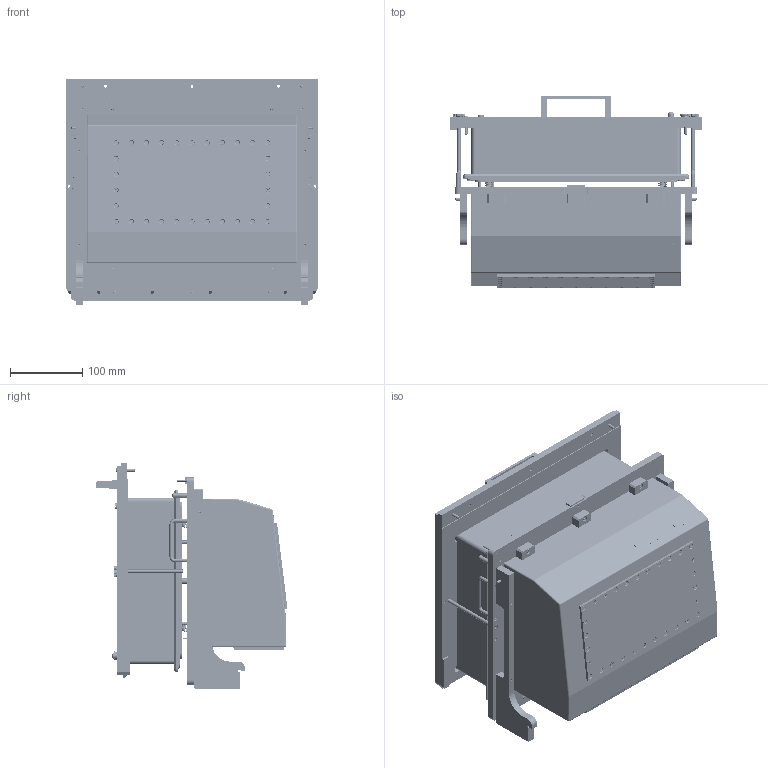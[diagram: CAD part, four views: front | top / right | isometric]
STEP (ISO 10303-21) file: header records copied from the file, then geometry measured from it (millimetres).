
FILE_DESCRIPTION (( 'STEP AP214' ), '1' );
FILE_NAME ('INGUN_154012.STEP', '2025-10-17T08:20:27', ( '' ), ( '' ), 'SwSTEP 2.0', 'SolidWorks 2023', '' );
FILE_SCHEMA (( 'AUTOMOTIVE_DESIGN' ));
Length unit declared in the file: millimetre
Products named in the file (76): ISO7380~n_M03,0x008; 3917~3_M 3 A; Gewindebuchse~n_M05-09,5 offen; DIN7991~n_M03,0x008; 112037~7_S; 112484~3; 115605~0_S; 117010~0_S; 41899~3_flexiebel <S>; 115170~0_S; 112578~1_S; 112376~0_<S> 112376_1075; DIN7991~n_M04,0x010; DIN7979~n_04,0m6x020M3; 117011~0_S; 116921~0_<S> 116921_992_12; DIN6325~n_03,0m6x024; DIN7991~n_M03,0x006; 112169~4_S; INGUN_154012; 116726~1_S; 114982~0_S; 112521~1_S; ISO7380~n_M03,0x005; 112532~1_S; 112517~2; DIN6325~n_04,0m6x016; 53731~0; ISO7380~n_M04,0x010; DIN912~n_M03,0x008; 112517~2_S; 115042~0_S; DIN912~n_M04,0x016; 32903~1_S; 112531~1_S; DIN6325~n_03,0m6x016; Gewindebuchse~n_M05-03,9 offen; 115171~0_S; DIN912~n_M05,0x090; 112374~6 ...
Assembly tree (226 placements, depth 5):
  INGUN_154012
    117011~0_S
      112037~7_S
      112169~4_S
      112484~3
      1607~1
      41369~1_S  x4
      5015~0
      48213~0_S
      ISO7380~n_M03,0x008  x2
      DIN912~n_M04,0x016  x2
      DIN7979~n_04,0m6x020M3  x2
      ISO7380~n_M04,0x016  x4
      ISO7380~n_M04,0x010  x4
      110222~0_S
      ISO7380~n_M04,0x008
      ISO7380~n_M03,0x005
      115170~0_S
        114982~0_S
        115042~0_S
          107905~0_S
      115171~0_S
        114982~0_S
        115042~0_S
          107905~0_S
      116783~1_S  x4
      38379~0  x2
    117010~0_S
      112374~6
      116965~0_S
        112517~2_S
          112517~2
          Gewindebuchse~n_M05-03,9 offen  x2
        112521~1_S
          112521~0_S
          Gewindebuchse~n_M04-04,5 offen  x4
        2196~7  x2
        2229~6  x2
        35419~0  x4
        43627~0_Hub 16mm<Standard>  x4
        41899~3_flexiebel <S>
          KS-113-Master__ADA~ks_KS-113 23
          GKS-114-0015__ADA~gks_Hub = 08,0 <S>
          53731~0
          3917~3_M 3 A
        2528~0  x4
        DIN7991~n_M04,0x010  x4
        ISO7380~n_M04,0x010  x2
      112578~1_S  x2
      117050~0_S
        112015~2
        32898~0_S
        112532~1_S
        32900~0_S
        112531~1_S
        32902~1_S  x2
        32903~1_S  x2
        116737~0_S  x6
        116726~1_S  x6
        DIN7991~n_M03,0x006  x4
Bounding box: 350 x 264.47 x 313 mm (x, y, z)
Volume: 3737288.7 mm3; surface area: 1772212.6 mm2
Topology: 222 solids, 222 shells, 8941 faces, 22715 edges, 14575 vertices
Faces by surface type: cylinder 4376, plane 3223, cone 1096, torus 132, bspline 60, sphere 54
Entity records: 125504 total; most frequent: CARTESIAN_POINT 26147, DIRECTION 21394, ORIENTED_EDGE 19028, EDGE_CURVE 9514, AXIS2_PLACEMENT_3D 8173, VERTEX_POINT 6144, LINE 5048, VECTOR 5048
